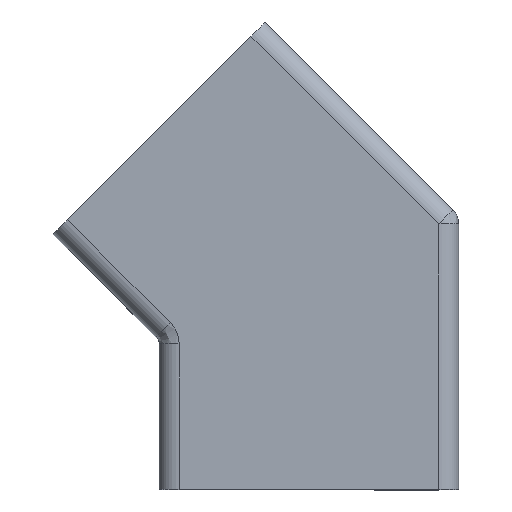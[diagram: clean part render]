
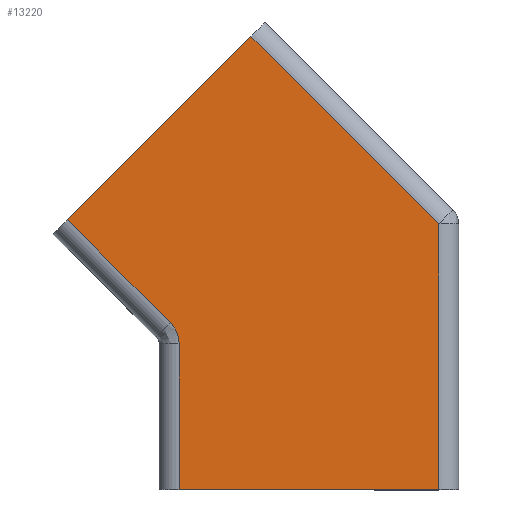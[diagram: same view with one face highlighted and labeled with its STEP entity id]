
A CAD part, top view. The second image highlights one B-rep face of the part: STEP entity #13220.
In plain terms, the highlighted planar face has unit normal (0, 0, 1).
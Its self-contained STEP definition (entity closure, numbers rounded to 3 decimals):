
#314 = VERTEX_POINT ( 'NONE', #15863 ) ;
#760 = CARTESIAN_POINT ( 'NONE',  ( 9.196, 45.396, 15. ) ) ;
#910 = CARTESIAN_POINT ( 'NONE',  ( 2., 0., 15. ) ) ;
#1543 = LINE ( 'NONE', #13735, #11428 ) ;
#1870 = ORIENTED_EDGE ( 'NONE', *, *, #1878, .F. ) ;
#1878 = EDGE_CURVE ( 'NONE', #4283, #15636, #16458, .T. ) ;
#2132 = VECTOR ( 'NONE', #16452, 1000. ) ;
#2386 = CARTESIAN_POINT ( 'NONE',  ( 1.691, 16.132, 15. ) ) ;
#3108 = VERTEX_POINT ( 'NONE', #15540 ) ;
#3286 = FACE_OUTER_BOUND ( 'NONE', #12846, .T. ) ;
#3351 = LINE ( 'NONE', #6164, #2132 ) ;
#3404 = EDGE_CURVE ( 'NONE', #3108, #16212, #8714, .T. ) ;
#3721 = CARTESIAN_POINT ( 'NONE',  ( -9.189, 27.011, 15. ) ) ;
#3844 = CARTESIAN_POINT ( 'NONE',  ( 0., 0., 15. ) ) ;
#3954 = DIRECTION ( 'NONE',  ( 0., 0., -1. ) ) ;
#4283 = VERTEX_POINT ( 'NONE', #14532 ) ;
#4540 = VERTEX_POINT ( 'NONE', #3721 ) ;
#4632 = CARTESIAN_POINT ( 'NONE',  ( 28., 0., 15. ) ) ;
#4698 = DIRECTION ( 'NONE',  ( 0., 1., 0. ) ) ;
#4989 = ORIENTED_EDGE ( 'NONE', *, *, #11114, .F. ) ;
#5238 = EDGE_CURVE ( 'NONE', #314, #3108, #13662, .T. ) ;
#5535 = ORIENTED_EDGE ( 'NONE', *, *, #9970, .F. ) ;
#5951 = ORIENTED_EDGE ( 'NONE', *, *, #5238, .F. ) ;
#6164 = CARTESIAN_POINT ( 'NONE',  ( 30., 0., 15. ) ) ;
#6199 = DIRECTION ( 'NONE',  ( 0., -1., 0. ) ) ;
#6315 = VERTEX_POINT ( 'NONE', #760 ) ;
#6662 = VECTOR ( 'NONE', #13065, 1000. ) ;
#7026 = VECTOR ( 'NONE', #12775, 1000. ) ;
#7649 = LINE ( 'NONE', #14348, #6662 ) ;
#7702 = PLANE ( 'NONE',  #16583 ) ;
#8414 = ORIENTED_EDGE ( 'NONE', *, *, #11083, .F. ) ;
#8714 =( BOUNDED_CURVE ( )  B_SPLINE_CURVE ( 3, ( #16516, #12622, #2386, #13906 ),
 .UNSPECIFIED., .F., .F. ) 
 B_SPLINE_CURVE_WITH_KNOTS ( ( 4, 4 ),
 ( 0., 1. ),
 .UNSPECIFIED. ) 
 CURVE ( )  GEOMETRIC_REPRESENTATION_ITEM ( )  RATIONAL_B_SPLINE_CURVE ( ( 1., 0.949, 0.949, 1. ) ) 
 REPRESENTATION_ITEM ( '' )  );
#9970 = EDGE_CURVE ( 'NONE', #4540, #6315, #7649, .T. ) ;
#10043 = VECTOR ( 'NONE', #6199, 1000. ) ;
#10221 = VECTOR ( 'NONE', #4698, 1000. ) ;
#10359 = ORIENTED_EDGE ( 'NONE', *, *, #10507, .F. ) ;
#10452 = LINE ( 'NONE', #12669, #7026 ) ;
#10466 = DIRECTION ( 'NONE',  ( -1., 0., 0. ) ) ;
#10507 = EDGE_CURVE ( 'NONE', #6315, #4283, #10452, .T. ) ;
#11083 = EDGE_CURVE ( 'NONE', #15636, #314, #3351, .T. ) ;
#11114 = EDGE_CURVE ( 'NONE', #16212, #4540, #1543, .T. ) ;
#11428 = VECTOR ( 'NONE', #14967, 1000. ) ;
#12622 = CARTESIAN_POINT ( 'NONE',  ( 2., 15.387, 15. ) ) ;
#12669 = CARTESIAN_POINT ( 'NONE',  ( 9.196, 45.396, 15. ) ) ;
#12775 = DIRECTION ( 'NONE',  ( 0.707, -0.707, 0. ) ) ;
#12846 = EDGE_LOOP ( 'NONE', ( #4989, #13279, #5951, #8414, #1870, #10359, #5535 ) ) ;
#13065 = DIRECTION ( 'NONE',  ( 0.707, 0.707, 0. ) ) ;
#13220 = ADVANCED_FACE ( 'NONE', ( #3286 ), #7702, .F. ) ;
#13279 = ORIENTED_EDGE ( 'NONE', *, *, #3404, .F. ) ;
#13661 = CARTESIAN_POINT ( 'NONE',  ( 1.121, 16.702, 15. ) ) ;
#13662 = LINE ( 'NONE', #910, #10221 ) ;
#13735 = CARTESIAN_POINT ( 'NONE',  ( 1.121, 16.702, 15. ) ) ;
#13906 = CARTESIAN_POINT ( 'NONE',  ( 1.121, 16.702, 15. ) ) ;
#14348 = CARTESIAN_POINT ( 'NONE',  ( -10.603, 25.597, 15. ) ) ;
#14532 = CARTESIAN_POINT ( 'NONE',  ( 28., 26.593, 15. ) ) ;
#14967 = DIRECTION ( 'NONE',  ( -0.707, 0.707, 0. ) ) ;
#15540 = CARTESIAN_POINT ( 'NONE',  ( 2., 14.58, 15. ) ) ;
#15636 = VERTEX_POINT ( 'NONE', #4632 ) ;
#15863 = CARTESIAN_POINT ( 'NONE',  ( 2., 0., 15. ) ) ;
#16104 = CARTESIAN_POINT ( 'NONE',  ( 28., 0., 15. ) ) ;
#16212 = VERTEX_POINT ( 'NONE', #13661 ) ;
#16452 = DIRECTION ( 'NONE',  ( -1., 0., 0. ) ) ;
#16458 = LINE ( 'NONE', #16104, #10043 ) ;
#16516 = CARTESIAN_POINT ( 'NONE',  ( 2., 14.58, 15. ) ) ;
#16583 = AXIS2_PLACEMENT_3D ( 'NONE', #3844, #3954, #10466 ) ;
